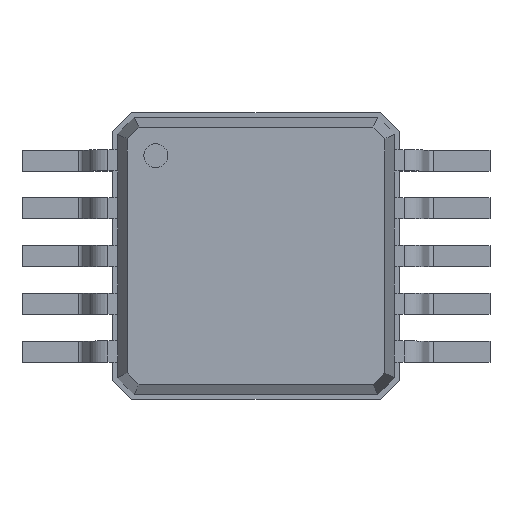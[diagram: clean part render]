
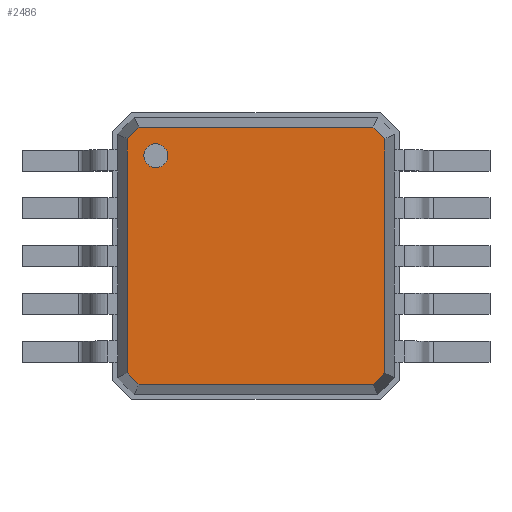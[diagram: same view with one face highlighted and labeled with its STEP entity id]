
A CAD part, top view. The second image highlights one B-rep face of the part: STEP entity #2486.
In plain terms, the highlighted planar face has unit normal (0, 0, 1).
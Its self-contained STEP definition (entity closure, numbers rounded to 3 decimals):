
#13=DIRECTION('',(0.,0.,1.));
#27=VECTOR('',#28,1.);
#28=DIRECTION('',(1.,0.,0.));
#51=VECTOR('',#52,1.);
#52=DIRECTION('',(0.707,-0.707,0.));
#58=VECTOR('',#59,1.);
#59=DIRECTION('',(0.,-1.,0.));
#65=VECTOR('',#66,1.);
#66=DIRECTION('',(-0.707,-0.707,0.));
#72=VECTOR('',#73,1.);
#73=DIRECTION('',(-1.,0.,0.));
#79=VECTOR('',#80,1.);
#80=DIRECTION('',(-0.707,0.707,0.));
#86=VECTOR('',#87,1.);
#87=DIRECTION('',(0.,1.,0.));
#91=VECTOR('',#92,1.);
#92=DIRECTION('',(0.707,0.707,0.));
#895=VERTEX_POINT('',#896);
#896=CARTESIAN_POINT('',(-1.349,1.225,1.2));
#898=ORIENTED_EDGE('',*,*,#899,.F.);
#899=EDGE_CURVE('',#900,#895,#902,.T.);
#900=VERTEX_POINT('',#901);
#901=CARTESIAN_POINT('',(-1.349,-1.225,1.2));
#902=LINE('',#901,#86);
#913=VERTEX_POINT('',#914);
#914=CARTESIAN_POINT('',(-1.225,1.349,1.2));
#916=ORIENTED_EDGE('',*,*,#917,.F.);
#917=EDGE_CURVE('',#895,#913,#918,.T.);
#918=LINE('',#896,#91);
#927=VERTEX_POINT('',#928);
#928=CARTESIAN_POINT('',(1.225,1.349,1.2));
#930=ORIENTED_EDGE('',*,*,#931,.F.);
#931=EDGE_CURVE('',#913,#927,#932,.T.);
#932=LINE('',#914,#27);
#941=VERTEX_POINT('',#942);
#942=CARTESIAN_POINT('',(1.349,1.225,1.2));
#944=ORIENTED_EDGE('',*,*,#945,.F.);
#945=EDGE_CURVE('',#927,#941,#946,.T.);
#946=LINE('',#928,#51);
#995=VERTEX_POINT('',#996);
#996=CARTESIAN_POINT('',(1.349,-1.225,1.2));
#998=ORIENTED_EDGE('',*,*,#999,.F.);
#999=EDGE_CURVE('',#941,#995,#1000,.T.);
#1000=LINE('',#942,#58);
#2486=ADVANCED_FACE('',(#2487,#2502),#2512,.T.);
#2487=FACE_BOUND('',#2488,.T.);
#2488=EDGE_LOOP('',(#930,#916,#898,#2489,#2494,#2499,#998,#944));
#2489=ORIENTED_EDGE('',*,*,#2490,.F.);
#2490=EDGE_CURVE('',#2491,#900,#2493,.T.);
#2491=VERTEX_POINT('',#2492);
#2492=CARTESIAN_POINT('',(-1.225,-1.349,1.2));
#2493=LINE('',#2492,#79);
#2494=ORIENTED_EDGE('',*,*,#2495,.F.);
#2495=EDGE_CURVE('',#2496,#2491,#2498,.T.);
#2496=VERTEX_POINT('',#2497);
#2497=CARTESIAN_POINT('',(1.225,-1.349,1.2));
#2498=LINE('',#2497,#72);
#2499=ORIENTED_EDGE('',*,*,#2500,.F.);
#2500=EDGE_CURVE('',#995,#2496,#2501,.T.);
#2501=LINE('',#996,#65);
#2502=FACE_BOUND('',#2503,.T.);
#2503=EDGE_LOOP('',(#2504));
#2504=ORIENTED_EDGE('',*,*,#2505,.T.);
#2505=EDGE_CURVE('',#2506,#2506,#2508,.T.);
#2506=VERTEX_POINT('',#2507);
#2507=CARTESIAN_POINT('',(-1.049,0.924,1.2));
#2508=CIRCLE('',#2509,0.125);
#2509=AXIS2_PLACEMENT_3D('',#2510,#2511,#59);
#2510=CARTESIAN_POINT('',(-1.049,1.049,1.2));
#2511=DIRECTION('',(0.,-0.,-1.));
#2512=PLANE('',#2513);
#2513=AXIS2_PLACEMENT_3D('',#914,#13,#2514);
#2514=DIRECTION('',(0.672,-0.74,0.));
